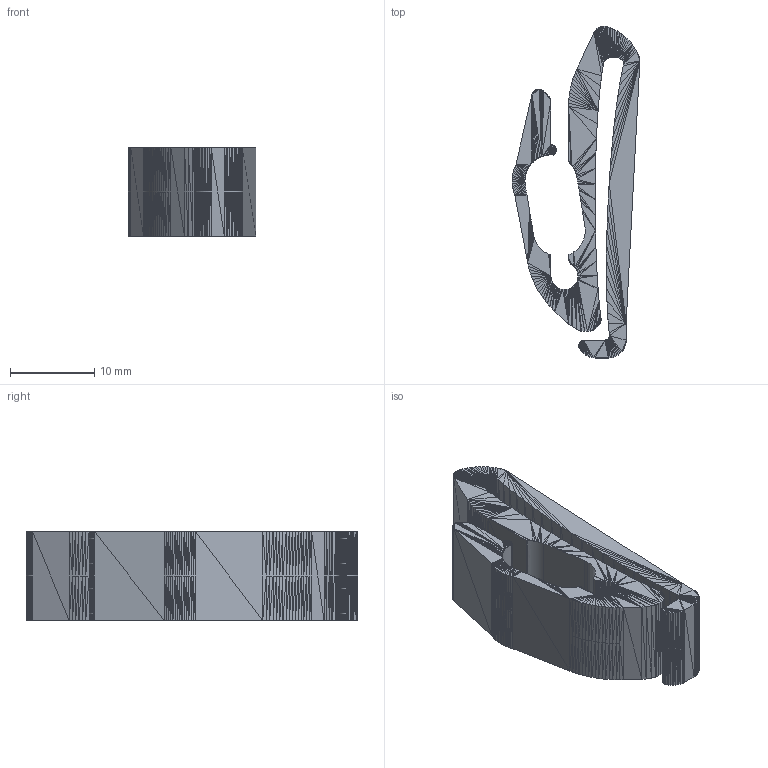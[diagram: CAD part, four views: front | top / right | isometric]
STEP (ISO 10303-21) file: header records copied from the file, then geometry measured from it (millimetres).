
FILE_DESCRIPTION (( 'STEP AP214' ), '1' );
FILE_NAME ('QuestCableHolder.STEP', '2024-03-20T15:01:57', ( '' ), ( '' ), 'SwSTEP 2.0', 'SolidWorks 2024', '' );
FILE_SCHEMA (( 'AUTOMOTIVE_DESIGN' ));
Length unit declared in the file: millimetre
Products named in the file (1): QuestCableHolder
Bounding box: 15.15 x 39.37 x 10.5 mm (x, y, z)
Volume: 2779.3 mm3; surface area: 2804.2 mm2
Topology: 1 solids, 1 shells, 2205 faces, 3475 edges, 1272 vertices
Faces by surface type: plane 2200, cylinder 5
Entity records: 44703 total; most frequent: DIRECTION 8050, CARTESIAN_POINT 6953, ORIENTED_EDGE 6950, EDGE_CURVE 3475, LINE 3312, VECTOR 3312, AXIS2_PLACEMENT_3D 2369, EDGE_LOOP 2205
